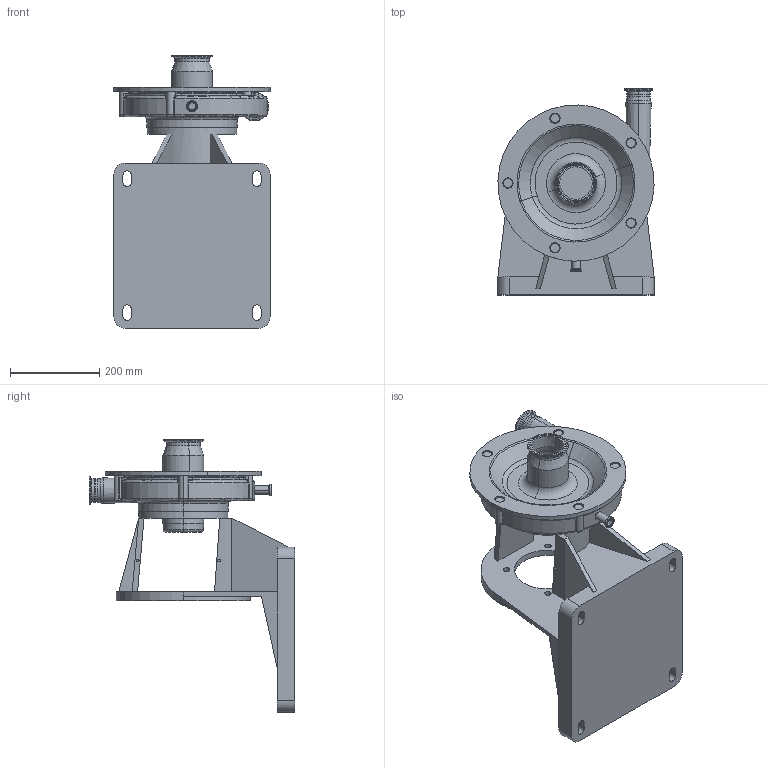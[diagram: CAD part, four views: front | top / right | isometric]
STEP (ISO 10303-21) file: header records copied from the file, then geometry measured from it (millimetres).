
FILE_DESCRIPTION (( 'STEP AP214' ), '1' );
FILE_NAME ('FP 3452 250TC VERT 3-4 IN STR DRAIN.STEP', '2023-04-27T15:17:34', ( '' ), ( '' ), 'SwSTEP 2.0', 'SolidWorks 2023', '' );
FILE_SCHEMA (( 'AUTOMOTIVE_DESIGN' ));
Length unit declared in the file: millimetre
Products named in the file (1): FP 3452 250TC VERT 3-4 IN STR DRAIN
Bounding box: 350 x 461 x 610.5 mm (x, y, z)
Volume: 14856053.5 mm3; surface area: 1095116.3 mm2
Topology: 1 solids, 2 shells, 387 faces, 937 edges, 564 vertices
Faces by surface type: cylinder 136, plane 94, torus 92, bspline 32, cone 29, sphere 4
Entity records: 14298 total; most frequent: CARTESIAN_POINT 5156, DIRECTION 2048, ORIENTED_EDGE 1856, EDGE_CURVE 928, AXIS2_PLACEMENT_3D 874, VERTEX_POINT 564, CIRCLE 518, EDGE_LOOP 438
